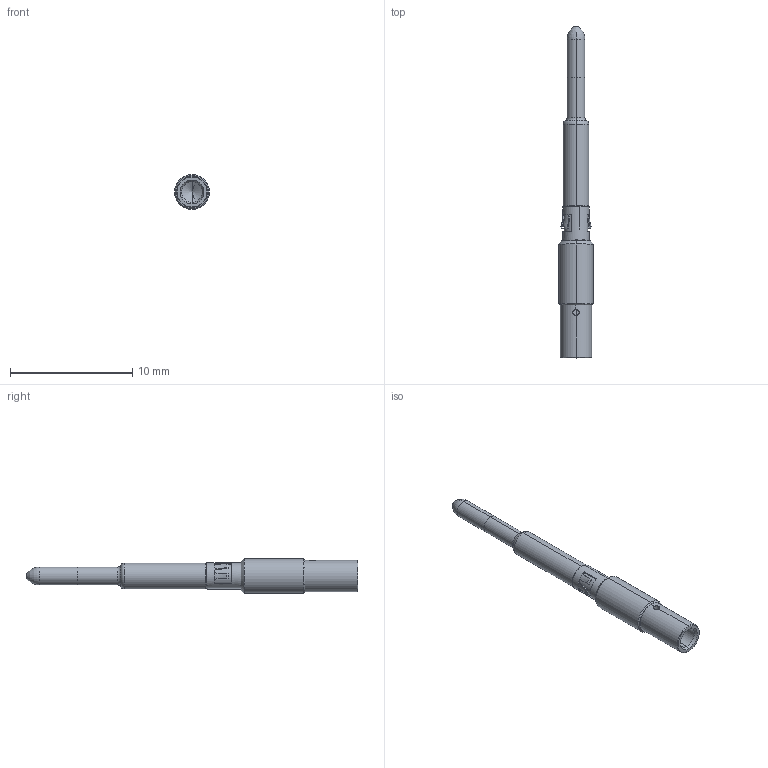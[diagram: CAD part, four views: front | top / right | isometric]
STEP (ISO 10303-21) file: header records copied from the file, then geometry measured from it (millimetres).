
FILE_DESCRIPTION (( 'STEP AP214' ), '1' );
FILE_NAME ('C-ICOA5 A1 P1C8.STEP', '2014-08-22T13:32:31', ( 'spare' ), ( '' ), 'SwSTEP 2.0', 'SolidWorks 2014', '' );
FILE_SCHEMA (( 'AUTOMOTIVE_DESIGN' ));
Length unit declared in the file: inch
Products named in the file (3): D10047_0.0040-D10047-Open; D10043_D10043-C8G; C-ICOA5 A1 P1C8
Assembly tree (2 placements, depth 2):
  C-ICOA5 A1 P1C8
    D10043_D10043-C8G
    D10047_0.0040-D10047-Open
Bounding box: 2.86 x 27.1 x 2.86 mm (x, y, z)
Volume: 90.9 mm3; surface area: 240.1 mm2
Topology: 2 solids, 2 shells, 108 faces, 255 edges, 151 vertices
Faces by surface type: plane 33, bspline 32, cylinder 24, cone 11, torus 8
Entity records: 3985 total; most frequent: CARTESIAN_POINT 1486, ORIENTED_EDGE 506, DIRECTION 476, EDGE_CURVE 253, AXIS2_PLACEMENT_3D 180, VERTEX_POINT 151, LINE 116, VECTOR 116
